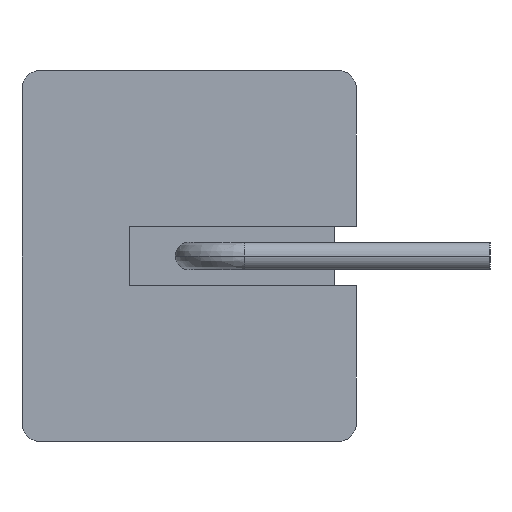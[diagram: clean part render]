
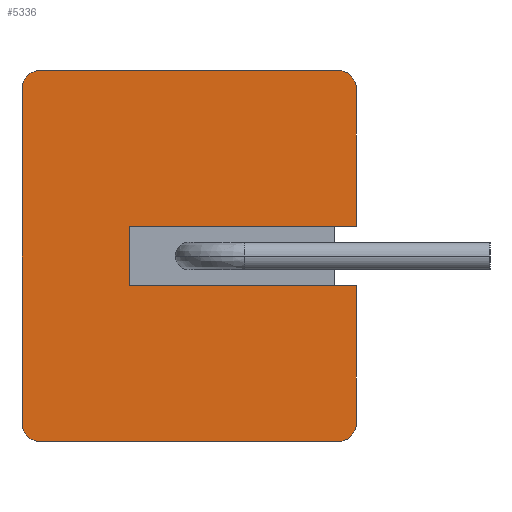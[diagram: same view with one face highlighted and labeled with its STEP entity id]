
A CAD part, left-side view. The second image highlights one B-rep face of the part: STEP entity #5336.
In plain terms, the highlighted planar face has unit normal (-1, 0, 0).
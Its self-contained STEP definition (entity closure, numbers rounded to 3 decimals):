
#251 = CARTESIAN_POINT ( 'NONE',  ( -11., 0., -5. ) ) ;
#272 = ORIENTED_EDGE ( 'NONE', *, *, #5447, .F. ) ;
#291 = DIRECTION ( 'NONE',  ( 0., 0., 1. ) ) ;
#478 = ORIENTED_EDGE ( 'NONE', *, *, #4689, .T. ) ;
#536 = EDGE_CURVE ( 'NONE', #3896, #637, #5366, .T. ) ;
#553 = CARTESIAN_POINT ( 'NONE',  ( -11., 6.1, 0.8 ) ) ;
#637 = VERTEX_POINT ( 'NONE', #5674 ) ;
#657 = CARTESIAN_POINT ( 'NONE',  ( -11., 0., -5. ) ) ;
#715 = VECTOR ( 'NONE', #1582, 1000. ) ;
#720 = AXIS2_PLACEMENT_3D ( 'NONE', #2329, #6365, #1829 ) ;
#782 = CARTESIAN_POINT ( 'NONE',  ( -11., 9., 4.5 ) ) ;
#949 = ORIENTED_EDGE ( 'NONE', *, *, #6432, .T. ) ;
#957 = AXIS2_PLACEMENT_3D ( 'NONE', #2915, #4464, #1519 ) ;
#983 = ORIENTED_EDGE ( 'NONE', *, *, #536, .T. ) ;
#1177 = CIRCLE ( 'NONE', #4344, 0.5 ) ;
#1186 = VECTOR ( 'NONE', #1841, 1000. ) ;
#1205 = CARTESIAN_POINT ( 'NONE',  ( -11., 0., 5. ) ) ;
#1251 = EDGE_CURVE ( 'NONE', #6518, #5793, #6232, .T. ) ;
#1333 = VERTEX_POINT ( 'NONE', #3049 ) ;
#1443 = DIRECTION ( 'NONE',  ( 1., 0., 0. ) ) ;
#1469 = VECTOR ( 'NONE', #2334, 1000. ) ;
#1473 = ORIENTED_EDGE ( 'NONE', *, *, #5707, .T. ) ;
#1519 = DIRECTION ( 'NONE',  ( 0., 0., -1. ) ) ;
#1582 = DIRECTION ( 'NONE',  ( 0., 1., 0. ) ) ;
#1607 = CARTESIAN_POINT ( 'NONE',  ( -11., 8.5, 5. ) ) ;
#1803 = DIRECTION ( 'NONE',  ( 0., -1., 0. ) ) ;
#1819 = CIRCLE ( 'NONE', #2251, 0.5 ) ;
#1829 = DIRECTION ( 'NONE',  ( 0., 0., 1. ) ) ;
#1841 = DIRECTION ( 'NONE',  ( 0., 0., 1. ) ) ;
#2093 = CARTESIAN_POINT ( 'NONE',  ( -11., 0., 4.5 ) ) ;
#2163 = DIRECTION ( 'NONE',  ( 0., 0., 1. ) ) ;
#2251 = AXIS2_PLACEMENT_3D ( 'NONE', #4195, #3786, #4170 ) ;
#2322 = ORIENTED_EDGE ( 'NONE', *, *, #1251, .T. ) ;
#2329 = CARTESIAN_POINT ( 'NONE',  ( -11., 8.5, -4.5 ) ) ;
#2334 = DIRECTION ( 'NONE',  ( 0., -1., 0. ) ) ;
#2448 = VECTOR ( 'NONE', #291, 1000. ) ;
#2471 = VECTOR ( 'NONE', #3058, 1000. ) ;
#2478 = VERTEX_POINT ( 'NONE', #782 ) ;
#2630 = CARTESIAN_POINT ( 'NONE',  ( -11., 8.5, -5. ) ) ;
#2709 = VERTEX_POINT ( 'NONE', #6010 ) ;
#2776 = CARTESIAN_POINT ( 'NONE',  ( -11., 6.1, -5. ) ) ;
#2792 = CARTESIAN_POINT ( 'NONE',  ( -11., 0., -4.5 ) ) ;
#2874 = PLANE ( 'NONE',  #4965 ) ;
#2915 = CARTESIAN_POINT ( 'NONE',  ( -11., 8.5, 4.5 ) ) ;
#2971 = VECTOR ( 'NONE', #4150, 1000. ) ;
#3049 = CARTESIAN_POINT ( 'NONE',  ( -11., 0.5, 5. ) ) ;
#3058 = DIRECTION ( 'NONE',  ( 0., 1., 0. ) ) ;
#3240 = LINE ( 'NONE', #2776, #2448 ) ;
#3305 = VECTOR ( 'NONE', #2163, 1000. ) ;
#3314 = DIRECTION ( 'NONE',  ( 0., 0., 1. ) ) ;
#3383 = ORIENTED_EDGE ( 'NONE', *, *, #4724, .T. ) ;
#3587 = ORIENTED_EDGE ( 'NONE', *, *, #4242, .F. ) ;
#3607 = VERTEX_POINT ( 'NONE', #1607 ) ;
#3719 = VERTEX_POINT ( 'NONE', #5216 ) ;
#3737 = ORIENTED_EDGE ( 'NONE', *, *, #4957, .T. ) ;
#3786 = DIRECTION ( 'NONE',  ( 1., 0., 0. ) ) ;
#3896 = VERTEX_POINT ( 'NONE', #553 ) ;
#3964 = EDGE_CURVE ( 'NONE', #5793, #2709, #6076, .T. ) ;
#4150 = DIRECTION ( 'NONE',  ( 0., 0., 1. ) ) ;
#4170 = DIRECTION ( 'NONE',  ( 0., 0., -1. ) ) ;
#4195 = CARTESIAN_POINT ( 'NONE',  ( -11., 0.5, -4.5 ) ) ;
#4242 = EDGE_CURVE ( 'NONE', #6518, #5739, #1819, .T. ) ;
#4344 = AXIS2_PLACEMENT_3D ( 'NONE', #4457, #1443, #5487 ) ;
#4457 = CARTESIAN_POINT ( 'NONE',  ( -11., 0.5, 4.5 ) ) ;
#4464 = DIRECTION ( 'NONE',  ( -1., 0., 0. ) ) ;
#4604 = ORIENTED_EDGE ( 'NONE', *, *, #4679, .F. ) ;
#4679 = EDGE_CURVE ( 'NONE', #3719, #2478, #6345, .T. ) ;
#4689 = EDGE_CURVE ( 'NONE', #2709, #3896, #3240, .T. ) ;
#4724 = EDGE_CURVE ( 'NONE', #4908, #5739, #4791, .T. ) ;
#4762 = FACE_OUTER_BOUND ( 'NONE', #6084, .T. ) ;
#4791 = LINE ( 'NONE', #251, #5516 ) ;
#4885 = CARTESIAN_POINT ( 'NONE',  ( -11., 0., -5. ) ) ;
#4908 = VERTEX_POINT ( 'NONE', #2630 ) ;
#4949 = VERTEX_POINT ( 'NONE', #2093 ) ;
#4957 = EDGE_CURVE ( 'NONE', #637, #4949, #5166, .T. ) ;
#4965 = AXIS2_PLACEMENT_3D ( 'NONE', #4885, #6318, #3314 ) ;
#5064 = CARTESIAN_POINT ( 'NONE',  ( -11., 0., -0.8 ) ) ;
#5074 = CIRCLE ( 'NONE', #957, 0.5 ) ;
#5166 = LINE ( 'NONE', #657, #3305 ) ;
#5216 = CARTESIAN_POINT ( 'NONE',  ( -11., 9., -4.5 ) ) ;
#5245 = CIRCLE ( 'NONE', #720, 0.5 ) ;
#5272 = CARTESIAN_POINT ( 'NONE',  ( -11., 0., 0.8 ) ) ;
#5336 = ADVANCED_FACE ( 'NONE', ( #4762 ), #2874, .T. ) ;
#5345 = CARTESIAN_POINT ( 'NONE',  ( -11., 9., 0. ) ) ;
#5366 = LINE ( 'NONE', #5272, #1469 ) ;
#5447 = EDGE_CURVE ( 'NONE', #1333, #4949, #1177, .T. ) ;
#5487 = DIRECTION ( 'NONE',  ( 0., 0., 1. ) ) ;
#5516 = VECTOR ( 'NONE', #1803, 1000. ) ;
#5674 = CARTESIAN_POINT ( 'NONE',  ( -11., 0., 0.8 ) ) ;
#5707 = EDGE_CURVE ( 'NONE', #3607, #2478, #5074, .T. ) ;
#5739 = VERTEX_POINT ( 'NONE', #6537 ) ;
#5793 = VERTEX_POINT ( 'NONE', #6291 ) ;
#6010 = CARTESIAN_POINT ( 'NONE',  ( -11., 6.1, -0.8 ) ) ;
#6061 = ORIENTED_EDGE ( 'NONE', *, *, #6350, .T. ) ;
#6076 = LINE ( 'NONE', #5064, #2471 ) ;
#6084 = EDGE_LOOP ( 'NONE', ( #272, #6061, #1473, #4604, #949, #3383, #3587, #2322, #6122, #478, #983, #3737 ) ) ;
#6122 = ORIENTED_EDGE ( 'NONE', *, *, #3964, .T. ) ;
#6129 = LINE ( 'NONE', #1205, #715 ) ;
#6161 = CARTESIAN_POINT ( 'NONE',  ( -11., 0., -5. ) ) ;
#6232 = LINE ( 'NONE', #6161, #2971 ) ;
#6291 = CARTESIAN_POINT ( 'NONE',  ( -11., 0., -0.8 ) ) ;
#6318 = DIRECTION ( 'NONE',  ( -1., 0., 0. ) ) ;
#6345 = LINE ( 'NONE', #5345, #1186 ) ;
#6350 = EDGE_CURVE ( 'NONE', #1333, #3607, #6129, .T. ) ;
#6365 = DIRECTION ( 'NONE',  ( -1., 0., 0. ) ) ;
#6432 = EDGE_CURVE ( 'NONE', #3719, #4908, #5245, .T. ) ;
#6518 = VERTEX_POINT ( 'NONE', #2792 ) ;
#6537 = CARTESIAN_POINT ( 'NONE',  ( -11., 0.5, -5. ) ) ;
